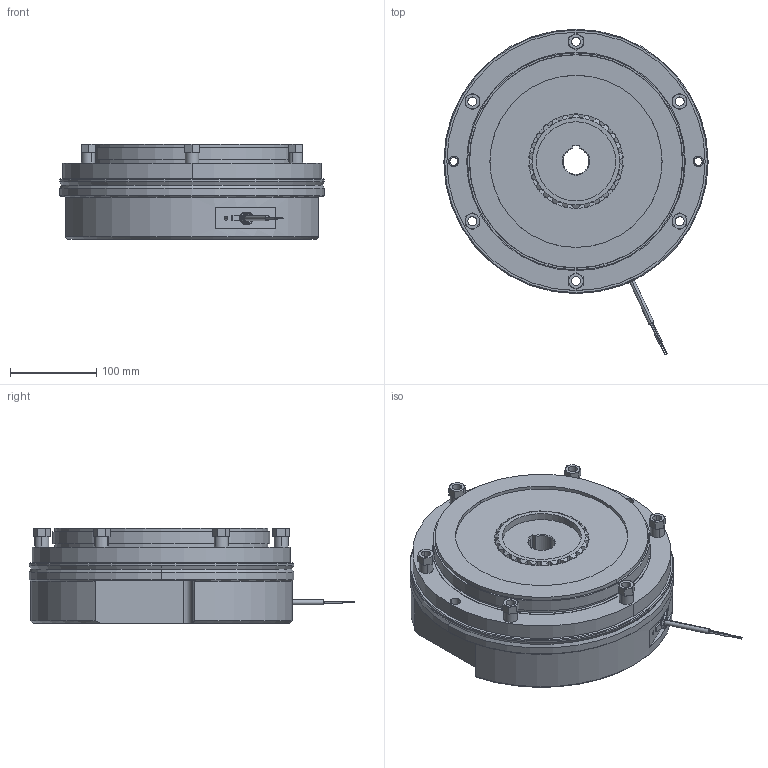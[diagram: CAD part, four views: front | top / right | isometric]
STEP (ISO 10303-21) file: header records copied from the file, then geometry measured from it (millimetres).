
FILE_DESCRIPTION (( 'STEP AP214' ), '1' );
FILE_NAME ('dr_bk_10_38_mu.STEP', '2021-11-04T07:20:39', ( '' ), ( '' ), 'SwSTEP 2.0', 'SolidWorks 2019', '' );
FILE_SCHEMA (( 'AUTOMOTIVE_DESIGN' ));
Length unit declared in the file: millimetre
Products named in the file (6): 10068507_000; 10068515_000; 10068506_000; 10068513_000; dr_bk_10_38_mu; 10068514_000
Assembly tree (10 placements, depth 2):
  dr_bk_10_38_mu
    10068507_000
    10068513_000  x6
    10068514_000
    10068506_000
    10068515_000
Bounding box: 307 x 378.01 x 110.8 mm (x, y, z)
Volume: 6236060.3 mm3; surface area: 719394.5 mm2
Topology: 31 solids, 32 shells, 1110 faces, 2654 edges, 1673 vertices
Faces by surface type: plane 424, cylinder 420, cone 256, sphere 6, torus 2, bspline 2
Entity records: 39131 total; most frequent: CARTESIAN_POINT 6124, DIRECTION 5131, ORIENTED_EDGE 4820, EDGE_CURVE 2410, AXIS2_PLACEMENT_3D 1969, VERTEX_POINT 1533, VECTOR 1193, LINE 1193
